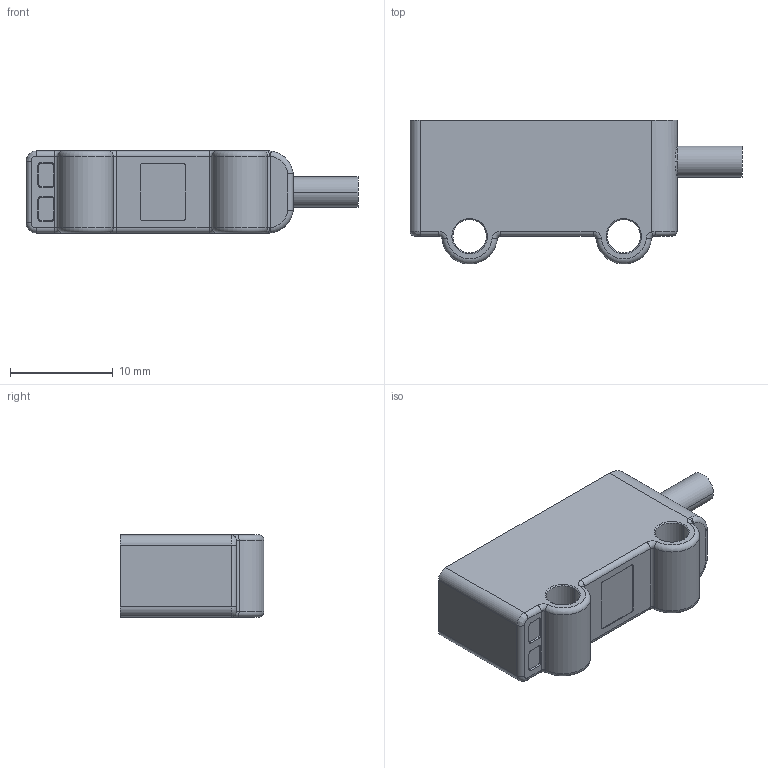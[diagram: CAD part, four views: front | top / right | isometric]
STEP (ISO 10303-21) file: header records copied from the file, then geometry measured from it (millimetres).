
FILE_DESCRIPTION((''),'2;1');
FILE_NAME('221362_SM01','2021-02-01T10:41:13',('jkuehl'),('BANNER ENGINEERING CORP.'),'CREO PARAMETRIC BY PTC INC, 2019292','CREO PARAMETRIC BY PTC INC, 2019292','');
FILE_SCHEMA(('CONFIG_CONTROL_DESIGN','SHAPE_APPEARANCE_LAYERS_GROUPS'));
Length unit declared in the file: millimetre
Products named in the file (1): 221362_SM01
Bounding box: 32.3 x 13.99 x 8 mm (x, y, z)
Volume: 2396.5 mm3; surface area: 1604 mm2
Topology: 1 solids, 5 shells, 154 faces, 381 edges, 234 vertices
Faces by surface type: cylinder 46, plane 36, torus 33, cone 24, bspline 15
Entity records: 6904 total; most frequent: CARTESIAN_POINT 2123, DIRECTION 805, ORIENTED_EDGE 762, EDGE_CURVE 381, AXIS2_PLACEMENT_3D 327, VERTEX_POINT 234, CIRCLE 188, EDGE_LOOP 163
